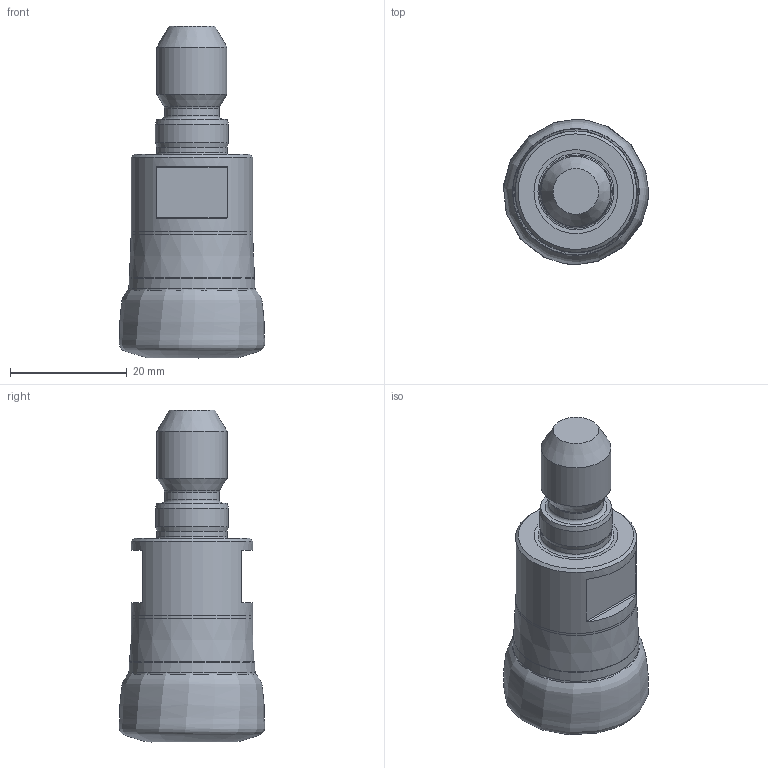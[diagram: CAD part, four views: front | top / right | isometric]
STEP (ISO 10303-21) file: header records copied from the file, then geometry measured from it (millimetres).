
FILE_DESCRIPTION(/* description */ (''),/* implementation_level */ '2;1');
FILE_NAME(/* name */ 'TOOLASSEMBLY_1.STP',/* time_stamp */ '2023-09-14T10:52:58+02:00',/* author */ (''),/* organization */ ('SMS'),/* preprocessor_version */ 'ST-DEVELOPER v16.7',/* originating_system */ 'SIEMENS PLM Software NX 12.0',/* authorisation */ '');
FILE_SCHEMA (('AUTOMOTIVE_DESIGN { 1 0 10303 214 3 1 1 1 }'));
Length unit declared in the file: millimetre
Products named in the file (4): ASSEMBLY_CONSTRUCTION; CUT_20230914105037; NOCUT_20230914105015; TOOLASSEMBLY_1
Assembly tree (3 placements, depth 2):
  TOOLASSEMBLY_1
    NOCUT_20230914105015
    CUT_20230914105037
    ASSEMBLY_CONSTRUCTION
Bounding box: 24.91 x 24.94 x 56.88 mm (x, y, z)
Volume: 18811.1 mm3; surface area: 5643.1 mm2
Topology: 2 solids, 2 shells, 44 faces, 92 edges, 62 vertices
Faces by surface type: cone 12, plane 11, torus 10, cylinder 9, bspline 2
Full cylindrical faces by diameter (mm): 9.4 x1, 12 x1, 12.1 x1, 12.5 x1, 20.8 x1
Entity records: 5487 total; most frequent: CARTESIAN_POINT 4511, DIRECTION 192, ORIENTED_EDGE 112, AXIS2_PLACEMENT_3D 90, EDGE_LOOP 76, FACE_BOUND 65, EDGE_CURVE 56, VERTEX_POINT 49
